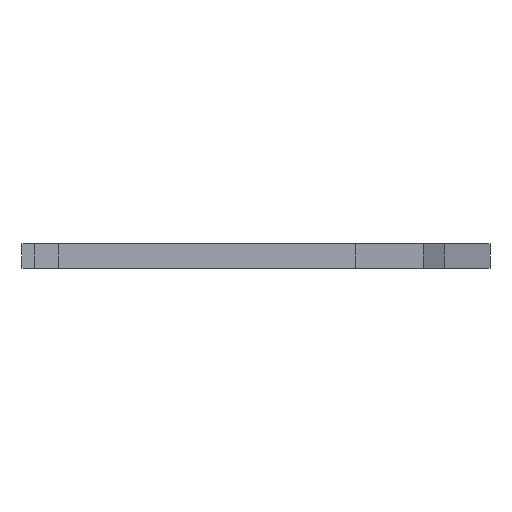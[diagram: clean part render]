
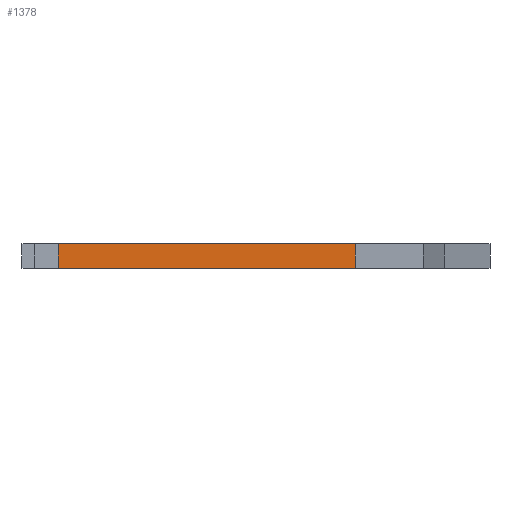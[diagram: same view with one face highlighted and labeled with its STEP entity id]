
A CAD part, left-side view. The second image highlights one B-rep face of the part: STEP entity #1378.
In plain terms, the highlighted planar face has unit normal (-1, 0, 0).
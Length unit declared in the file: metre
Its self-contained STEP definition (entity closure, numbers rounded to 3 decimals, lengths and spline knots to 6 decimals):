
#210=ORIENTED_EDGE('',*,*,#483,.T.);
#211=ORIENTED_EDGE('',*,*,#545,.F.);
#212=ORIENTED_EDGE('',*,*,#546,.F.);
#213=ORIENTED_EDGE('',*,*,#547,.T.);
#483=EDGE_CURVE('',#675,#674,#801,.T.);
#545=EDGE_CURVE('',#715,#674,#863,.T.);
#546=EDGE_CURVE('',#716,#715,#864,.T.);
#547=EDGE_CURVE('',#716,#675,#865,.T.);
#674=VERTEX_POINT('',#1992);
#675=VERTEX_POINT('',#1994);
#715=VERTEX_POINT('',#2118);
#716=VERTEX_POINT('',#2120);
#801=LINE('',#1993,#986);
#863=LINE('',#2117,#1048);
#864=LINE('',#2119,#1049);
#865=LINE('',#2121,#1050);
#986=VECTOR('',#1606,1.);
#1048=VECTOR('',#1712,1.);
#1049=VECTOR('',#1713,1.);
#1050=VECTOR('',#1714,1.);
#1161=EDGE_LOOP('',(#210,#211,#212,#213));
#1245=FACE_BOUND('',#1161,.T.);
#1309=PLANE('',#1470);
#1378=ADVANCED_FACE('',(#1245),#1309,.F.);
#1470=AXIS2_PLACEMENT_3D('',#2116,#1710,#1711);
#1606=DIRECTION('',(0.,-1.,0.));
#1710=DIRECTION('',(1.,0.,0.));
#1711=DIRECTION('',(0.,0.,-1.));
#1712=DIRECTION('',(0.,0.,-1.));
#1713=DIRECTION('',(0.,-1.,0.));
#1714=DIRECTION('',(0.,0.,-1.));
#1992=CARTESIAN_POINT('',(-0.163178,-0.0173,0.));
#1993=CARTESIAN_POINT('',(-0.163178,0.013425,0.));
#1994=CARTESIAN_POINT('',(-0.163178,0.04415,0.));
#2116=CARTESIAN_POINT('',(-0.163178,0.013425,0.005));
#2117=CARTESIAN_POINT('',(-0.163178,-0.0173,0.005));
#2118=CARTESIAN_POINT('',(-0.163178,-0.0173,0.005));
#2119=CARTESIAN_POINT('',(-0.163178,0.013425,0.005));
#2120=CARTESIAN_POINT('',(-0.163178,0.04415,0.005));
#2121=CARTESIAN_POINT('',(-0.163178,0.04415,0.005));
